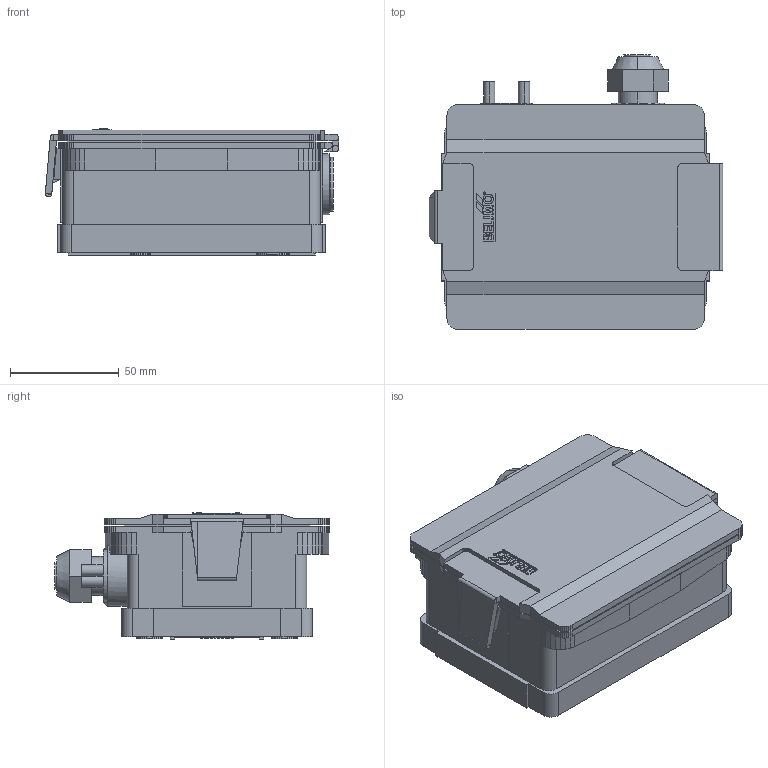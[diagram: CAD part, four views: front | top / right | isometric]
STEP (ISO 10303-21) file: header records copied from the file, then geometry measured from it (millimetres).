
FILE_DESCRIPTION(('no description'),'unknown implementation level');
FILE_NAME('Belimo_22ADP-18QB_3D.stp',' ',('pit-cup GmbH'),('CADClick - KiM GmbH - www.kimweb.de'),'unknown preprocess','ACIS','unknown authorization');
FILE_SCHEMA(('automotive_design'));
Length unit declared in the file: millimetre
Products named in the file (2): 1; 2
Bounding box: 135.08 x 126.53 x 58.2 mm (x, y, z)
Volume: 625550.7 mm3; surface area: 67327.8 mm2
Topology: 2 solids, 3 shells, 886 faces, 2487 edges, 1648 vertices
Faces by surface type: plane 774, cylinder 108, cone 4
Entity records: 55953 total; most frequent: CARTESIAN_POINT 5026, STYLED_ITEM 5024, PRESENTATION_STYLE_ASSIGNMENT 5024, COLOUR_RGB 5024, ORIENTED_EDGE 4978, DIRECTION 4504, EDGE_CURVE 2488, CURVE_STYLE 2488
